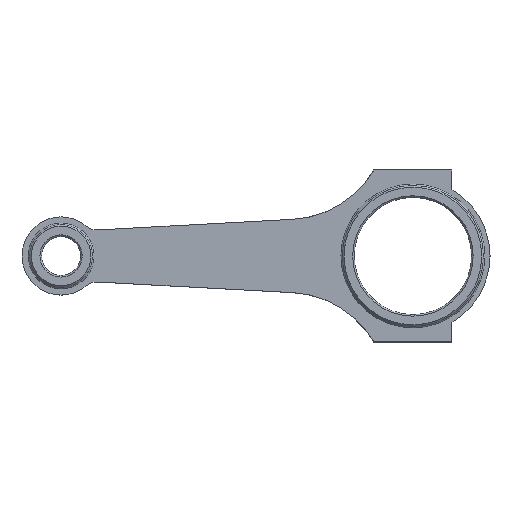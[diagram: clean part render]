
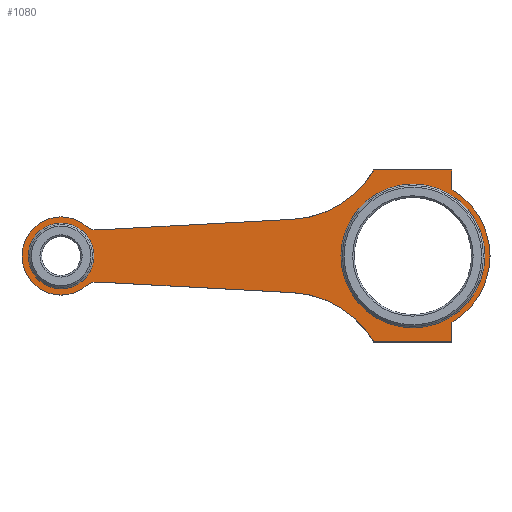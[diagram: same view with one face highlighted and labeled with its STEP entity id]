
A CAD part, top view. The second image highlights one B-rep face of the part: STEP entity #1080.
In plain terms, the highlighted planar face has unit normal (0, 0, 1).
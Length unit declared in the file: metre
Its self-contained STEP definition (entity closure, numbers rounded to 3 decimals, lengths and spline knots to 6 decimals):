
#66=LINE('',#1769,#132);
#72=LINE('',#1884,#138);
#81=LINE('',#1920,#147);
#92=LINE('',#1963,#158);
#93=LINE('',#1975,#159);
#94=LINE('',#1978,#160);
#132=VECTOR('',#1385,1.);
#138=VECTOR('',#1403,1.);
#147=VECTOR('',#1440,1.);
#158=VECTOR('',#1483,1.);
#159=VECTOR('',#1498,1.);
#160=VECTOR('',#1501,1.);
#188=PLANE('',#1214);
#345=ORIENTED_EDGE('',*,*,#612,.T.);
#346=ORIENTED_EDGE('',*,*,#546,.F.);
#347=ORIENTED_EDGE('',*,*,#613,.T.);
#348=ORIENTED_EDGE('',*,*,#614,.T.);
#349=ORIENTED_EDGE('',*,*,#587,.T.);
#350=ORIENTED_EDGE('',*,*,#560,.T.);
#351=ORIENTED_EDGE('',*,*,#615,.T.);
#352=ORIENTED_EDGE('',*,*,#556,.T.);
#353=ORIENTED_EDGE('',*,*,#590,.T.);
#354=ORIENTED_EDGE('',*,*,#609,.F.);
#355=ORIENTED_EDGE('',*,*,#570,.F.);
#356=ORIENTED_EDGE('',*,*,#616,.F.);
#357=ORIENTED_EDGE('',*,*,#617,.F.);
#358=ORIENTED_EDGE('',*,*,#618,.T.);
#546=EDGE_CURVE('',#693,#694,#788,.T.);
#556=EDGE_CURVE('',#696,#700,#66,.T.);
#560=EDGE_CURVE('',#705,#704,#791,.T.);
#570=EDGE_CURVE('',#712,#713,#72,.T.);
#587=EDGE_CURVE('',#725,#705,#81,.T.);
#590=EDGE_CURVE('',#700,#726,#800,.T.);
#609=EDGE_CURVE('',#713,#726,#92,.T.);
#612=EDGE_CURVE('',#743,#743,#813,.T.);
#613=EDGE_CURVE('',#693,#744,#814,.T.);
#614=EDGE_CURVE('',#744,#725,#815,.T.);
#615=EDGE_CURVE('',#704,#696,#93,.T.);
#616=EDGE_CURVE('',#745,#712,#816,.T.);
#617=EDGE_CURVE('',#694,#745,#94,.T.);
#618=EDGE_CURVE('',#746,#746,#817,.T.);
#693=VERTEX_POINT('',#1749);
#694=VERTEX_POINT('',#1751);
#696=VERTEX_POINT('',#1759);
#700=VERTEX_POINT('',#1768);
#704=VERTEX_POINT('',#1777);
#705=VERTEX_POINT('',#1779);
#712=VERTEX_POINT('',#1885);
#713=VERTEX_POINT('',#1886);
#725=VERTEX_POINT('',#1921);
#726=VERTEX_POINT('',#1925);
#743=VERTEX_POINT('',#1971);
#744=VERTEX_POINT('',#1973);
#745=VERTEX_POINT('',#1977);
#746=VERTEX_POINT('',#1980);
#788=CIRCLE('',#1172,0.006453);
#791=CIRCLE('',#1178,0.038293);
#800=CIRCLE('',#1196,0.029585);
#813=CIRCLE('',#1215,0.0126);
#814=CIRCLE('',#1216,0.015);
#815=CIRCLE('',#1217,0.006453);
#816=CIRCLE('',#1218,0.038293);
#817=CIRCLE('',#1219,0.0276);
#873=EDGE_LOOP('',(#345));
#874=EDGE_LOOP('',(#346,#347,#348,#349,#350,#351,#352,#353,#354,#355,#356,
#357));
#875=EDGE_LOOP('',(#358));
#969=FACE_BOUND('',#873,.T.);
#970=FACE_BOUND('',#874,.T.);
#971=FACE_BOUND('',#875,.T.);
#1080=ADVANCED_FACE('',(#969,#970,#971),#188,.F.);
#1172=AXIS2_PLACEMENT_3D('',#1750,#1370,#1371);
#1178=AXIS2_PLACEMENT_3D('',#1778,#1393,#1394);
#1196=AXIS2_PLACEMENT_3D('',#1926,#1445,#1446);
#1214=AXIS2_PLACEMENT_3D('',#1969,#1490,#1491);
#1215=AXIS2_PLACEMENT_3D('',#1970,#1492,#1493);
#1216=AXIS2_PLACEMENT_3D('',#1972,#1494,#1495);
#1217=AXIS2_PLACEMENT_3D('',#1974,#1496,#1497);
#1218=AXIS2_PLACEMENT_3D('',#1976,#1499,#1500);
#1219=AXIS2_PLACEMENT_3D('',#1979,#1502,#1503);
#1370=DIRECTION('',(0.,0.,1.));
#1371=DIRECTION('',(-0.643,-0.766,0.));
#1385=DIRECTION('',(0.,1.,0.));
#1393=DIRECTION('',(0.,0.,-1.));
#1394=DIRECTION('',(0.055,0.999,0.));
#1403=DIRECTION('',(1.,0.,0.));
#1440=DIRECTION('',(0.999,-0.055,0.));
#1445=DIRECTION('',(0.,0.,1.));
#1446=DIRECTION('',(0.507,-0.862,0.));
#1483=DIRECTION('',(0.,-1.,0.));
#1490=DIRECTION('',(0.,0.,-1.));
#1491=DIRECTION('',(0.,-1.,0.));
#1492=DIRECTION('',(0.,0.,-1.));
#1493=DIRECTION('',(1.,0.,0.));
#1494=DIRECTION('',(0.,0.,1.));
#1495=DIRECTION('',(-1.,0.,0.));
#1496=DIRECTION('',(0.,0.,-1.));
#1497=DIRECTION('',(-0.643,0.766,0.));
#1498=DIRECTION('',(1.,0.,0.));
#1499=DIRECTION('',(0.,0.,1.));
#1500=DIRECTION('',(0.055,-0.999,0.));
#1501=DIRECTION('',(0.999,0.055,0.));
#1502=DIRECTION('',(0.,0.,-1.));
#1503=DIRECTION('',(1.,0.,0.));
#1749=CARTESIAN_POINT('',(0.024642,0.011491,0.0105));
#1750=CARTESIAN_POINT('',(0.028789,0.016434,0.0105));
#1751=CARTESIAN_POINT('',(0.029142,0.009991,0.0105));
#1759=CARTESIAN_POINT('',(0.165,-0.033,0.0105));
#1768=CARTESIAN_POINT('',(0.165,-0.0255,0.0105));
#1769=CARTESIAN_POINT('',(0.165,-0.033,0.0105));
#1777=CARTESIAN_POINT('',(0.135,-0.033,0.0105));
#1778=CARTESIAN_POINT('',(0.101939,-0.052322,0.0105));
#1779=CARTESIAN_POINT('',(0.10403,-0.014086,0.0105));
#1884=CARTESIAN_POINT('',(0.135,0.033,0.0105));
#1885=CARTESIAN_POINT('',(0.135,0.033,0.0105));
#1886=CARTESIAN_POINT('',(0.165,0.033,0.0105));
#1920=CARTESIAN_POINT('',(0.029142,-0.009991,0.0105));
#1921=CARTESIAN_POINT('',(0.029142,-0.009991,0.0105));
#1925=CARTESIAN_POINT('',(0.165,0.0255,0.0105));
#1926=CARTESIAN_POINT('',(0.15,0.,0.0105));
#1963=CARTESIAN_POINT('',(0.165,0.033,0.0105));
#1969=CARTESIAN_POINT('',(0.,0.,0.0105));
#1970=CARTESIAN_POINT('',(0.015,0.,0.0105));
#1971=CARTESIAN_POINT('',(0.0276,0.,0.0105));
#1972=CARTESIAN_POINT('',(0.015,0.,0.0105));
#1973=CARTESIAN_POINT('',(0.024642,-0.011491,0.0105));
#1974=CARTESIAN_POINT('',(0.028789,-0.016434,0.0105));
#1975=CARTESIAN_POINT('',(0.135,-0.033,0.0105));
#1976=CARTESIAN_POINT('',(0.101939,0.052322,0.0105));
#1977=CARTESIAN_POINT('',(0.10403,0.014086,0.0105));
#1978=CARTESIAN_POINT('',(0.029142,0.009991,0.0105));
#1979=CARTESIAN_POINT('',(0.15,0.,0.0105));
#1980=CARTESIAN_POINT('',(0.1776,0.,0.0105));
